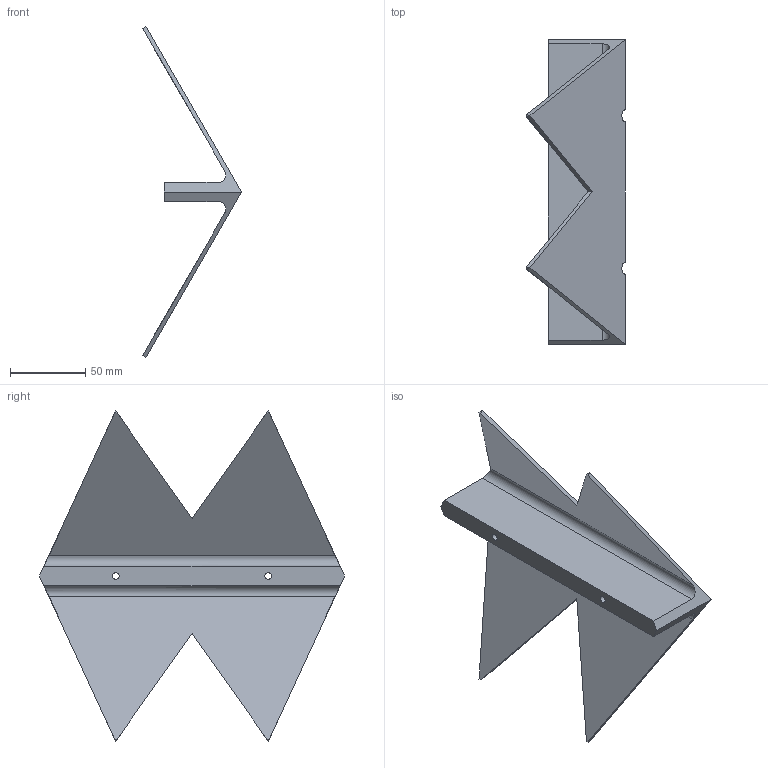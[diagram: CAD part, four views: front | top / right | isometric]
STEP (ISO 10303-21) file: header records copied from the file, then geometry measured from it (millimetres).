
FILE_DESCRIPTION(/* description */ (''),/* implementation_level */ '2;1');
FILE_NAME(/* name */ 'Beauty cover side 2_.step',/* time_stamp */ '2024-04-02T23:20:16-05:00',/* author */ (''),/* organization */ (''),/* preprocessor_version */ 'ST-DEVELOPER v20',/* originating_system */ 'Autodesk Translation Framework v12.20.1.177',/* authorisation */ '');
FILE_SCHEMA (('AUTOMOTIVE_DESIGN { 1 0 10303 214 3 1 1 }'));
Length unit declared in the file: inch
Products named in the file (1): Beauty cover side 2
Bounding box: 65.7 x 203.2 x 219.97 mm (x, y, z)
Volume: 197754.6 mm3; surface area: 81136.7 mm2
Topology: 1 solids, 1 shells, 27 faces, 67 edges, 42 vertices
Faces by surface type: plane 21, cylinder 6
Full cylindrical faces by diameter (mm): 4.496 x2, 8.001 x2
Entity records: 834 total; most frequent: DIRECTION 137, CARTESIAN_POINT 137, ORIENTED_EDGE 134, EDGE_CURVE 67, LINE 53, VECTOR 53, VERTEX_POINT 42, AXIS2_PLACEMENT_3D 42
